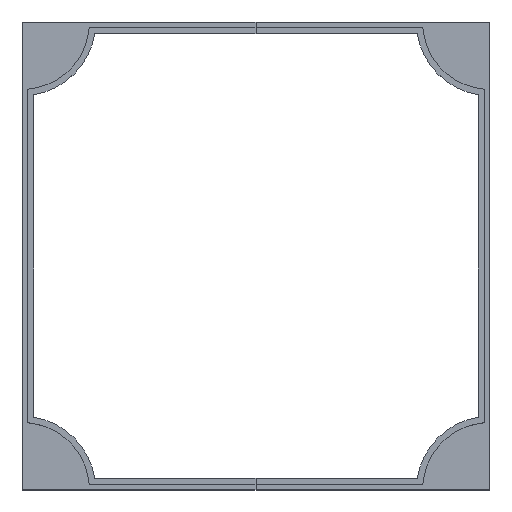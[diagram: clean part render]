
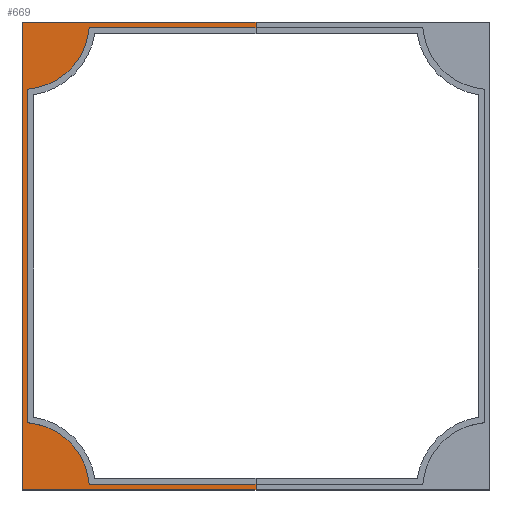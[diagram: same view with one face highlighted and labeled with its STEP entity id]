
A CAD part, top view. The second image highlights one B-rep face of the part: STEP entity #669.
In plain terms, the highlighted planar face has unit normal (0, 0, 1).
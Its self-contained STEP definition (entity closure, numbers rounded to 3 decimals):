
#29=CIRCLE('',#715,20.206);
#30=CIRCLE('',#718,20.206);
#57=FACE_OUTER_BOUND('',#93,.T.);
#93=EDGE_LOOP('',(#509,#510,#511,#512,#513,#514,#515,#516,#517,#518));
#117=LINE('',#954,#197);
#121=LINE('',#963,#201);
#127=LINE('',#974,#207);
#137=LINE('',#1001,#217);
#139=LINE('',#1008,#219);
#142=LINE('',#1015,#222);
#150=LINE('',#1035,#230);
#151=LINE('',#1037,#231);
#197=VECTOR('',#764,10.);
#201=VECTOR('',#770,10.);
#207=VECTOR('',#778,10.);
#217=VECTOR('',#802,10.);
#219=VECTOR('',#810,10.);
#222=VECTOR('',#819,10.);
#230=VECTOR('',#841,10.);
#231=VECTOR('',#844,10.);
#277=VERTEX_POINT('',#951);
#278=VERTEX_POINT('',#953);
#281=VERTEX_POINT('',#960);
#282=VERTEX_POINT('',#962);
#286=VERTEX_POINT('',#972);
#296=VERTEX_POINT('',#999);
#297=VERTEX_POINT('',#1003);
#298=VERTEX_POINT('',#1007);
#299=VERTEX_POINT('',#1011);
#304=VERTEX_POINT('',#1033);
#341=EDGE_CURVE('',#278,#277,#117,.T.);
#345=EDGE_CURVE('',#282,#281,#121,.T.);
#351=EDGE_CURVE('',#286,#281,#127,.T.);
#365=EDGE_CURVE('',#277,#296,#137,.T.);
#366=EDGE_CURVE('',#297,#286,#29,.T.);
#368=EDGE_CURVE('',#298,#297,#139,.T.);
#370=EDGE_CURVE('',#299,#298,#30,.T.);
#372=EDGE_CURVE('',#278,#299,#142,.T.);
#382=EDGE_CURVE('',#296,#304,#150,.T.);
#383=EDGE_CURVE('',#304,#282,#151,.T.);
#509=ORIENTED_EDGE('',*,*,#345,.T.);
#510=ORIENTED_EDGE('',*,*,#351,.F.);
#511=ORIENTED_EDGE('',*,*,#366,.F.);
#512=ORIENTED_EDGE('',*,*,#368,.F.);
#513=ORIENTED_EDGE('',*,*,#370,.F.);
#514=ORIENTED_EDGE('',*,*,#372,.F.);
#515=ORIENTED_EDGE('',*,*,#341,.T.);
#516=ORIENTED_EDGE('',*,*,#365,.T.);
#517=ORIENTED_EDGE('',*,*,#382,.T.);
#518=ORIENTED_EDGE('',*,*,#383,.T.);
#637=PLANE('',#728);
#669=ADVANCED_FACE('',(#57),#637,.T.);
#715=AXIS2_PLACEMENT_3D('',#1004,#805,#806);
#718=AXIS2_PLACEMENT_3D('',#1012,#814,#815);
#728=AXIS2_PLACEMENT_3D('',#1039,#846,#847);
#764=DIRECTION('',(0.,1.,0.));
#770=DIRECTION('',(0.,1.,0.));
#778=DIRECTION('',(1.,0.,0.));
#802=DIRECTION('',(-1.,0.,0.));
#805=DIRECTION('center_axis',(0.,0.,-1.));
#806=DIRECTION('ref_axis',(0.997,0.082,0.));
#810=DIRECTION('',(0.,-1.,0.));
#814=DIRECTION('center_axis',(0.,0.,-1.));
#815=DIRECTION('ref_axis',(0.082,-0.997,0.));
#819=DIRECTION('',(-1.,0.,0.));
#841=DIRECTION('',(0.,-1.,0.));
#844=DIRECTION('',(1.,0.,0.));
#846=DIRECTION('center_axis',(0.,0.,1.));
#847=DIRECTION('ref_axis',(1.,0.,0.));
#951=CARTESIAN_POINT('',(127.5,163.,0.5));
#953=CARTESIAN_POINT('',(127.5,161.35,0.5));
#954=CARTESIAN_POINT('',(127.5,128.,0.5));
#960=CARTESIAN_POINT('',(127.5,24.65,0.5));
#962=CARTESIAN_POINT('',(127.5,23.,0.5));
#963=CARTESIAN_POINT('',(127.5,59.75,0.5));
#972=CARTESIAN_POINT('',(77.639,24.65,0.5));
#974=CARTESIAN_POINT('',(102.569,24.65,0.5));
#999=CARTESIAN_POINT('',(57.5,163.,0.5));
#1001=CARTESIAN_POINT('',(57.5,163.,0.5));
#1003=CARTESIAN_POINT('',(59.15,43.139,0.5));
#1004=CARTESIAN_POINT('Origin',(57.5,23.,0.5));
#1007=CARTESIAN_POINT('',(59.15,142.861,0.5));
#1008=CARTESIAN_POINT('',(59.15,117.931,0.5));
#1011=CARTESIAN_POINT('',(77.639,161.35,0.5));
#1012=CARTESIAN_POINT('Origin',(57.5,163.,0.5));
#1015=CARTESIAN_POINT('',(148.344,161.35,0.5));
#1033=CARTESIAN_POINT('',(57.5,23.,0.5));
#1035=CARTESIAN_POINT('',(57.5,23.,0.5));
#1037=CARTESIAN_POINT('',(197.5,23.,0.5));
#1039=CARTESIAN_POINT('Origin',(127.5,93.,0.5));
